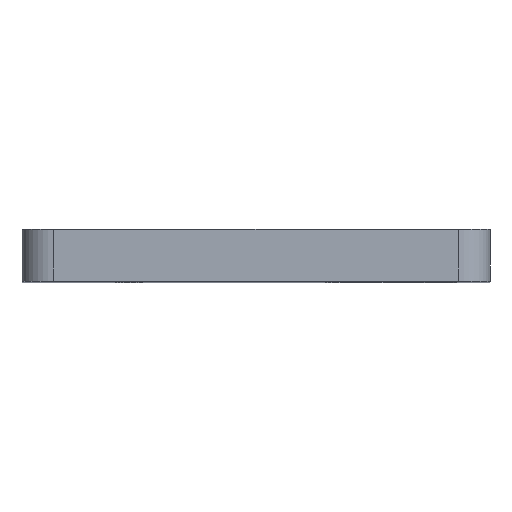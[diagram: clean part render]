
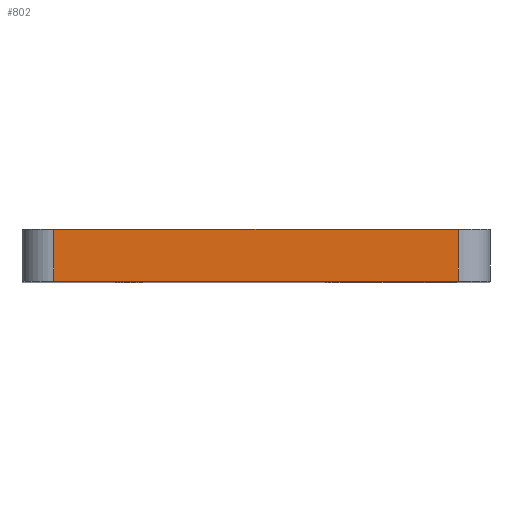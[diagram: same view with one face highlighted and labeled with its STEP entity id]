
A CAD part, top view. The second image highlights one B-rep face of the part: STEP entity #802.
In plain terms, the highlighted planar face has unit normal (0, 0, 1).
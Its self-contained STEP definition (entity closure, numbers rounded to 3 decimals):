
#2 = CARTESIAN_POINT ( 'NONE',  ( 20.075, 5.159, 41.5 ) ) ;
#3 = DIRECTION ( 'NONE',  ( 0., -1., 0. ) ) ;
#66 = EDGE_LOOP ( 'NONE', ( #495, #502, #525, #511 ) ) ;
#82 = CARTESIAN_POINT ( 'NONE',  ( -20.075, 5.159, 41.5 ) ) ;
#85 = VECTOR ( 'NONE', #3, 1000. ) ;
#124 = EDGE_CURVE ( 'NONE', #287, #385, #835, .T. ) ;
#126 = DIRECTION ( 'NONE',  ( 0., 1., 0. ) ) ;
#127 = FACE_OUTER_BOUND ( 'NONE', #66, .T. ) ;
#245 = LINE ( 'NONE', #836, #609 ) ;
#269 = EDGE_CURVE ( 'NONE', #420, #287, #245, .T. ) ;
#270 = CARTESIAN_POINT ( 'NONE',  ( 20.075, 100.297, 41.5 ) ) ;
#287 = VERTEX_POINT ( 'NONE', #450 ) ;
#288 = LINE ( 'NONE', #270, #85 ) ;
#298 = VERTEX_POINT ( 'NONE', #2 ) ;
#370 = DIRECTION ( 'NONE',  ( -1., 0., 0. ) ) ;
#371 = AXIS2_PLACEMENT_3D ( 'NONE', #436, #438, #441 ) ;
#372 = EDGE_CURVE ( 'NONE', #385, #298, #726, .T. ) ;
#385 = VERTEX_POINT ( 'NONE', #82 ) ;
#412 = PLANE ( 'NONE',  #371 ) ;
#420 = VERTEX_POINT ( 'NONE', #628 ) ;
#436 = CARTESIAN_POINT ( 'NONE',  ( -20.075, 100.297, 41.5 ) ) ;
#438 = DIRECTION ( 'NONE',  ( 0., 0., -1. ) ) ;
#441 = DIRECTION ( 'NONE',  ( -1., 0., 0. ) ) ;
#450 = CARTESIAN_POINT ( 'NONE',  ( -20.075, 0., 41.5 ) ) ;
#495 = ORIENTED_EDGE ( 'NONE', *, *, #269, .F. ) ;
#501 = VECTOR ( 'NONE', #126, 1000. ) ;
#502 = ORIENTED_EDGE ( 'NONE', *, *, #685, .F. ) ;
#511 = ORIENTED_EDGE ( 'NONE', *, *, #124, .F. ) ;
#525 = ORIENTED_EDGE ( 'NONE', *, *, #372, .F. ) ;
#552 = DIRECTION ( 'NONE',  ( 1., 0., 0. ) ) ;
#609 = VECTOR ( 'NONE', #370, 1000. ) ;
#628 = CARTESIAN_POINT ( 'NONE',  ( 20.075, 0., 41.5 ) ) ;
#685 = EDGE_CURVE ( 'NONE', #298, #420, #288, .T. ) ;
#726 = LINE ( 'NONE', #849, #842 ) ;
#727 = CARTESIAN_POINT ( 'NONE',  ( -20.075, 100.297, 41.5 ) ) ;
#802 = ADVANCED_FACE ( 'NONE', ( #127 ), #412, .F. ) ;
#835 = LINE ( 'NONE', #727, #501 ) ;
#836 = CARTESIAN_POINT ( 'NONE',  ( -20.075, 0., 41.5 ) ) ;
#842 = VECTOR ( 'NONE', #552, 1000. ) ;
#849 = CARTESIAN_POINT ( 'NONE',  ( 16.9, 5.159, 41.5 ) ) ;
